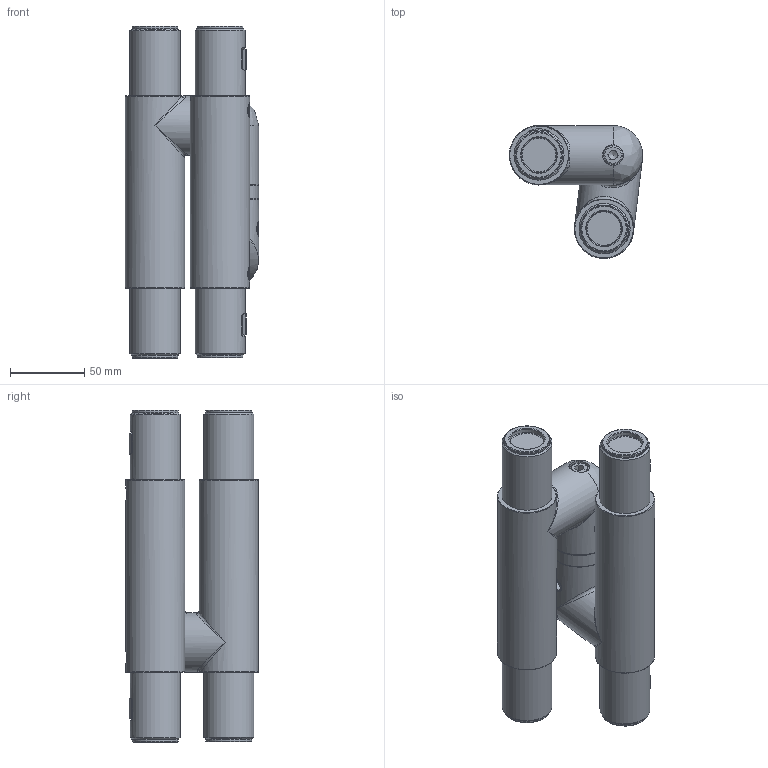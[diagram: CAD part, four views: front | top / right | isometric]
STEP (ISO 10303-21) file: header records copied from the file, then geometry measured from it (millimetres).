
FILE_DESCRIPTION(/* description */ ('STEP AP203'),/* implementation_level */ '2;1');
FILE_NAME(/* name */ 'CSH40L.stp',/* time_stamp */ '2022-07-11T15:05:31+02:00',/* author */ (''),/* organization */ (''),/* preprocessor_version */ 'ST-DEVELOPER v18.1',/* originating_system */ 'Autodesk Inventor 2021',/* authorisation */ '');
FILE_SCHEMA (('AUTOMOTIVE_DESIGN { 1 0 10303 214 3 1 1 }'));
Length unit declared in the file: millimetre
Products named in the file (1): CSH40L
Bounding box: 90 x 89.6 x 224.1 mm (x, y, z)
Surface area: 82607.3 mm2 (no closed solid volume)
Topology: 0 solids, 18 shells, 235 faces, 720 edges, 475 vertices
Faces by surface type: plane 112, cylinder 58, bspline 35, torus 23, cone 7
Full cylindrical faces by diameter (mm): 8.5 x8, 13 x1, 14 x2, 23.6 x4, 31 x4, 33.8 x4, 40 x7
Entity records: 24248 total; most frequent: CARTESIAN_POINT 18297, ORIENTED_EDGE 1190, DIRECTION 1109, EDGE_CURVE 699, VERTEX_POINT 475, AXIS2_PLACEMENT_3D 377, LINE 355, VECTOR 355
